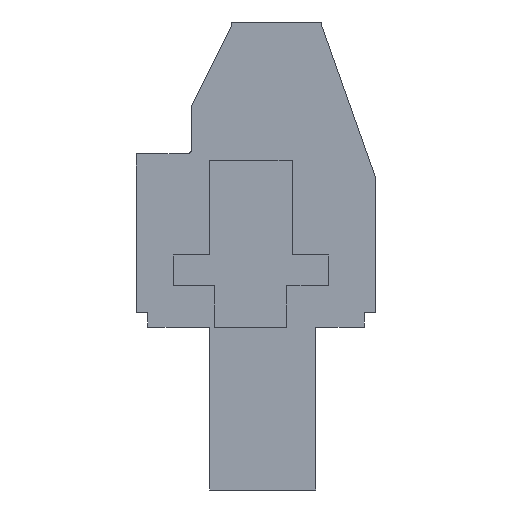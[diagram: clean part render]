
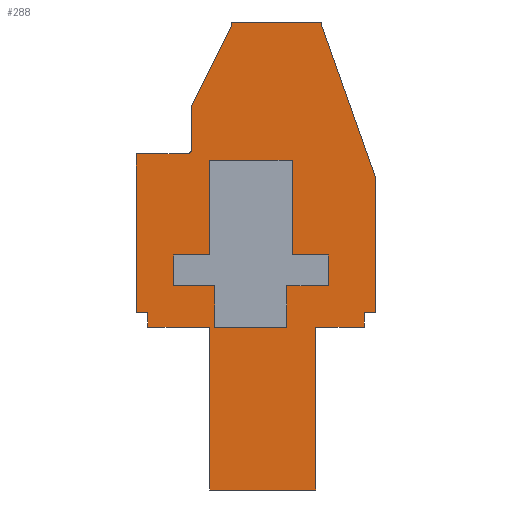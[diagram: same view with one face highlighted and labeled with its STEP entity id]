
A CAD part, left-side view. The second image highlights one B-rep face of the part: STEP entity #288.
In plain terms, the highlighted planar face has unit normal (-1, 0, 0).
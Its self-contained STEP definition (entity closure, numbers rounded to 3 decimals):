
#34=AXIS2_PLACEMENT_3D('Plane Axis2P3D',#31,#32,#33) ;
#38=AXIS2_PLACEMENT_3D('Circle Axis2P3D',#36,#37,$) ;
#31=CARTESIAN_POINT('Axis2P3D Location',(3.5,0.,0.)) ;
#36=CARTESIAN_POINT('Axis2P3D Location',(3.5,9.13,16.5)) ;
#40=CARTESIAN_POINT('Vertex',(3.5,8.93,16.5)) ;
#42=CARTESIAN_POINT('Vertex',(3.5,9.13,16.3)) ;
#45=CARTESIAN_POINT('Line Origine',(3.5,10.365,16.3)) ;
#49=CARTESIAN_POINT('Vertex',(3.5,11.6,16.3)) ;
#52=CARTESIAN_POINT('Line Origine',(3.5,11.6,12.45)) ;
#56=CARTESIAN_POINT('Vertex',(3.5,11.6,8.6)) ;
#59=CARTESIAN_POINT('Line Origine',(3.5,11.325,8.6)) ;
#63=CARTESIAN_POINT('Vertex',(3.5,11.05,8.6)) ;
#66=CARTESIAN_POINT('Line Origine',(3.5,11.05,8.25)) ;
#70=CARTESIAN_POINT('Vertex',(3.5,11.05,7.9)) ;
#73=CARTESIAN_POINT('Line Origine',(3.5,9.55,7.9)) ;
#77=CARTESIAN_POINT('Vertex',(3.5,8.05,7.9)) ;
#80=CARTESIAN_POINT('Line Origine',(3.5,8.05,3.95)) ;
#84=CARTESIAN_POINT('Vertex',(3.5,8.05,0.)) ;
#87=CARTESIAN_POINT('Line Origine',(3.5,5.475,0.)) ;
#91=CARTESIAN_POINT('Vertex',(3.5,2.9,0.)) ;
#94=CARTESIAN_POINT('Line Origine',(3.5,2.9,3.95)) ;
#98=CARTESIAN_POINT('Vertex',(3.5,2.9,7.9)) ;
#101=CARTESIAN_POINT('Line Origine',(3.5,1.725,7.9)) ;
#105=CARTESIAN_POINT('Vertex',(3.5,0.55,7.9)) ;
#108=CARTESIAN_POINT('Line Origine',(3.5,0.55,8.25)) ;
#112=CARTESIAN_POINT('Vertex',(3.5,0.55,8.6)) ;
#115=CARTESIAN_POINT('Line Origine',(3.5,0.275,8.6)) ;
#119=CARTESIAN_POINT('Vertex',(3.5,0.,8.6)) ;
#122=CARTESIAN_POINT('Line Origine',(3.5,0.,11.875)) ;
#126=CARTESIAN_POINT('Vertex',(3.5,0.,15.15)) ;
#129=CARTESIAN_POINT('Line Origine',(3.5,1.3,18.825)) ;
#133=CARTESIAN_POINT('Vertex',(3.5,2.6,22.5)) ;
#136=CARTESIAN_POINT('Line Origine',(3.5,2.6,22.6)) ;
#140=CARTESIAN_POINT('Vertex',(3.5,2.6,22.7)) ;
#143=CARTESIAN_POINT('Line Origine',(3.5,4.8,22.7)) ;
#147=CARTESIAN_POINT('Vertex',(3.5,7.,22.7)) ;
#150=CARTESIAN_POINT('Line Origine',(3.5,7.,22.6)) ;
#154=CARTESIAN_POINT('Vertex',(3.5,7.,22.5)) ;
#157=CARTESIAN_POINT('Line Origine',(3.5,7.965,20.55)) ;
#161=CARTESIAN_POINT('Vertex',(3.5,8.93,18.6)) ;
#164=CARTESIAN_POINT('Line Origine',(3.5,8.93,17.55)) ;
#190=CARTESIAN_POINT('Line Origine',(3.5,7.8,8.9)) ;
#194=CARTESIAN_POINT('Vertex',(3.5,7.8,9.9)) ;
#196=CARTESIAN_POINT('Vertex',(3.5,7.8,7.9)) ;
#199=CARTESIAN_POINT('Line Origine',(3.5,8.8,9.9)) ;
#203=CARTESIAN_POINT('Vertex',(3.5,9.8,9.9)) ;
#206=CARTESIAN_POINT('Line Origine',(3.5,9.8,10.65)) ;
#210=CARTESIAN_POINT('Vertex',(3.5,9.8,11.4)) ;
#213=CARTESIAN_POINT('Line Origine',(3.5,8.925,11.4)) ;
#217=CARTESIAN_POINT('Vertex',(3.5,8.05,11.4)) ;
#220=CARTESIAN_POINT('Line Origine',(3.5,8.05,13.7)) ;
#224=CARTESIAN_POINT('Vertex',(3.5,8.05,16.)) ;
#227=CARTESIAN_POINT('Line Origine',(3.5,6.05,16.)) ;
#231=CARTESIAN_POINT('Vertex',(3.5,4.05,16.)) ;
#234=CARTESIAN_POINT('Line Origine',(3.5,4.05,13.7)) ;
#238=CARTESIAN_POINT('Vertex',(3.5,4.05,11.4)) ;
#241=CARTESIAN_POINT('Line Origine',(3.5,3.175,11.4)) ;
#245=CARTESIAN_POINT('Vertex',(3.5,2.3,11.4)) ;
#248=CARTESIAN_POINT('Line Origine',(3.5,2.3,10.65)) ;
#252=CARTESIAN_POINT('Vertex',(3.5,2.3,9.9)) ;
#255=CARTESIAN_POINT('Line Origine',(3.5,3.3,9.9)) ;
#259=CARTESIAN_POINT('Vertex',(3.5,4.3,9.9)) ;
#262=CARTESIAN_POINT('Line Origine',(3.5,4.3,8.9)) ;
#266=CARTESIAN_POINT('Vertex',(3.5,4.3,7.9)) ;
#269=CARTESIAN_POINT('Line Origine',(3.5,6.05,7.9)) ;
#32=DIRECTION('Axis2P3D Direction',(-1.,0.,0.)) ;
#33=DIRECTION('Axis2P3D XDirection',(0.,0.,1.)) ;
#37=DIRECTION('Axis2P3D Direction',(-1.,0.,0.)) ;
#46=DIRECTION('Vector Direction',(0.,1.,0.)) ;
#53=DIRECTION('Vector Direction',(0.,0.,-1.)) ;
#60=DIRECTION('Vector Direction',(0.,-1.,0.)) ;
#67=DIRECTION('Vector Direction',(0.,0.,-1.)) ;
#74=DIRECTION('Vector Direction',(0.,-1.,0.)) ;
#81=DIRECTION('Vector Direction',(0.,0.,-1.)) ;
#88=DIRECTION('Vector Direction',(0.,-1.,0.)) ;
#95=DIRECTION('Vector Direction',(0.,0.,1.)) ;
#102=DIRECTION('Vector Direction',(0.,-1.,0.)) ;
#109=DIRECTION('Vector Direction',(0.,0.,1.)) ;
#116=DIRECTION('Vector Direction',(0.,-1.,0.)) ;
#123=DIRECTION('Vector Direction',(0.,0.,1.)) ;
#130=DIRECTION('Vector Direction',(0.,0.333,0.943)) ;
#137=DIRECTION('Vector Direction',(0.,0.,1.)) ;
#144=DIRECTION('Vector Direction',(0.,1.,0.)) ;
#151=DIRECTION('Vector Direction',(0.,0.,-1.)) ;
#158=DIRECTION('Vector Direction',(0.,0.444,-0.896)) ;
#165=DIRECTION('Vector Direction',(0.,0.,-1.)) ;
#191=DIRECTION('Vector Direction',(0.,0.,1.)) ;
#200=DIRECTION('Vector Direction',(0.,1.,0.)) ;
#207=DIRECTION('Vector Direction',(0.,0.,1.)) ;
#214=DIRECTION('Vector Direction',(0.,-1.,0.)) ;
#221=DIRECTION('Vector Direction',(0.,0.,1.)) ;
#228=DIRECTION('Vector Direction',(0.,-1.,0.)) ;
#235=DIRECTION('Vector Direction',(0.,0.,-1.)) ;
#242=DIRECTION('Vector Direction',(0.,-1.,0.)) ;
#249=DIRECTION('Vector Direction',(0.,0.,-1.)) ;
#256=DIRECTION('Vector Direction',(0.,1.,0.)) ;
#263=DIRECTION('Vector Direction',(0.,0.,-1.)) ;
#270=DIRECTION('Vector Direction',(0.,1.,0.)) ;
#47=VECTOR('Line Direction',#46,1.) ;
#54=VECTOR('Line Direction',#53,1.) ;
#61=VECTOR('Line Direction',#60,1.) ;
#68=VECTOR('Line Direction',#67,1.) ;
#75=VECTOR('Line Direction',#74,1.) ;
#82=VECTOR('Line Direction',#81,1.) ;
#89=VECTOR('Line Direction',#88,1.) ;
#96=VECTOR('Line Direction',#95,1.) ;
#103=VECTOR('Line Direction',#102,1.) ;
#110=VECTOR('Line Direction',#109,1.) ;
#117=VECTOR('Line Direction',#116,1.) ;
#124=VECTOR('Line Direction',#123,1.) ;
#131=VECTOR('Line Direction',#130,1.) ;
#138=VECTOR('Line Direction',#137,1.) ;
#145=VECTOR('Line Direction',#144,1.) ;
#152=VECTOR('Line Direction',#151,1.) ;
#159=VECTOR('Line Direction',#158,1.) ;
#166=VECTOR('Line Direction',#165,1.) ;
#192=VECTOR('Line Direction',#191,1.) ;
#201=VECTOR('Line Direction',#200,1.) ;
#208=VECTOR('Line Direction',#207,1.) ;
#215=VECTOR('Line Direction',#214,1.) ;
#222=VECTOR('Line Direction',#221,1.) ;
#229=VECTOR('Line Direction',#228,1.) ;
#236=VECTOR('Line Direction',#235,1.) ;
#243=VECTOR('Line Direction',#242,1.) ;
#250=VECTOR('Line Direction',#249,1.) ;
#257=VECTOR('Line Direction',#256,1.) ;
#264=VECTOR('Line Direction',#263,1.) ;
#271=VECTOR('Line Direction',#270,1.) ;
#170=ORIENTED_EDGE('',*,*,#44,.T.) ;
#171=ORIENTED_EDGE('',*,*,#51,.F.) ;
#172=ORIENTED_EDGE('',*,*,#58,.T.) ;
#173=ORIENTED_EDGE('',*,*,#65,.F.) ;
#174=ORIENTED_EDGE('',*,*,#72,.F.) ;
#175=ORIENTED_EDGE('',*,*,#79,.F.) ;
#176=ORIENTED_EDGE('',*,*,#86,.F.) ;
#177=ORIENTED_EDGE('',*,*,#93,.T.) ;
#178=ORIENTED_EDGE('',*,*,#100,.F.) ;
#179=ORIENTED_EDGE('',*,*,#107,.F.) ;
#180=ORIENTED_EDGE('',*,*,#114,.F.) ;
#181=ORIENTED_EDGE('',*,*,#121,.F.) ;
#182=ORIENTED_EDGE('',*,*,#128,.T.) ;
#183=ORIENTED_EDGE('',*,*,#135,.F.) ;
#184=ORIENTED_EDGE('',*,*,#142,.F.) ;
#185=ORIENTED_EDGE('',*,*,#149,.T.) ;
#186=ORIENTED_EDGE('',*,*,#156,.F.) ;
#187=ORIENTED_EDGE('',*,*,#163,.F.) ;
#188=ORIENTED_EDGE('',*,*,#168,.F.) ;
#275=ORIENTED_EDGE('',*,*,#198,.F.) ;
#276=ORIENTED_EDGE('',*,*,#205,.F.) ;
#277=ORIENTED_EDGE('',*,*,#212,.F.) ;
#278=ORIENTED_EDGE('',*,*,#219,.F.) ;
#279=ORIENTED_EDGE('',*,*,#226,.F.) ;
#280=ORIENTED_EDGE('',*,*,#233,.F.) ;
#281=ORIENTED_EDGE('',*,*,#240,.F.) ;
#282=ORIENTED_EDGE('',*,*,#247,.F.) ;
#283=ORIENTED_EDGE('',*,*,#254,.F.) ;
#284=ORIENTED_EDGE('',*,*,#261,.F.) ;
#285=ORIENTED_EDGE('',*,*,#268,.F.) ;
#286=ORIENTED_EDGE('',*,*,#273,.F.) ;
#287=FACE_BOUND('',#274,.T.) ;
#288=ADVANCED_FACE('HOUSING',(#189,#287),#35,.T.) ;
#39=CIRCLE('generated circle',#38,0.2) ;
#44=EDGE_CURVE('',#41,#43,#39,.F.) ;
#51=EDGE_CURVE('',#50,#43,#48,.F.) ;
#58=EDGE_CURVE('',#50,#57,#55,.T.) ;
#65=EDGE_CURVE('',#64,#57,#62,.F.) ;
#72=EDGE_CURVE('',#71,#64,#69,.F.) ;
#79=EDGE_CURVE('',#78,#71,#76,.F.) ;
#86=EDGE_CURVE('',#85,#78,#83,.F.) ;
#93=EDGE_CURVE('',#85,#92,#90,.T.) ;
#100=EDGE_CURVE('',#99,#92,#97,.F.) ;
#107=EDGE_CURVE('',#106,#99,#104,.F.) ;
#114=EDGE_CURVE('',#113,#106,#111,.F.) ;
#121=EDGE_CURVE('',#120,#113,#118,.F.) ;
#128=EDGE_CURVE('',#120,#127,#125,.T.) ;
#135=EDGE_CURVE('',#134,#127,#132,.F.) ;
#142=EDGE_CURVE('',#141,#134,#139,.F.) ;
#149=EDGE_CURVE('',#141,#148,#146,.T.) ;
#156=EDGE_CURVE('',#155,#148,#153,.F.) ;
#163=EDGE_CURVE('',#162,#155,#160,.F.) ;
#168=EDGE_CURVE('',#41,#162,#167,.F.) ;
#198=EDGE_CURVE('',#195,#197,#193,.F.) ;
#205=EDGE_CURVE('',#204,#195,#202,.F.) ;
#212=EDGE_CURVE('',#211,#204,#209,.F.) ;
#219=EDGE_CURVE('',#218,#211,#216,.F.) ;
#226=EDGE_CURVE('',#225,#218,#223,.F.) ;
#233=EDGE_CURVE('',#232,#225,#230,.F.) ;
#240=EDGE_CURVE('',#239,#232,#237,.F.) ;
#247=EDGE_CURVE('',#246,#239,#244,.F.) ;
#254=EDGE_CURVE('',#253,#246,#251,.F.) ;
#261=EDGE_CURVE('',#260,#253,#258,.F.) ;
#268=EDGE_CURVE('',#267,#260,#265,.F.) ;
#273=EDGE_CURVE('',#197,#267,#272,.F.) ;
#169=EDGE_LOOP('',(#170,#171,#172,#173,#174,#175,#176,#177,#178,#179,#180,#181,#182,#183,#184,#185,#186,#187,#188)) ;
#274=EDGE_LOOP('',(#275,#276,#277,#278,#279,#280,#281,#282,#283,#284,#285,#286)) ;
#189=FACE_OUTER_BOUND('',#169,.T.) ;
#48=LINE('Line',#45,#47) ;
#55=LINE('Line',#52,#54) ;
#62=LINE('Line',#59,#61) ;
#69=LINE('Line',#66,#68) ;
#76=LINE('Line',#73,#75) ;
#83=LINE('Line',#80,#82) ;
#90=LINE('Line',#87,#89) ;
#97=LINE('Line',#94,#96) ;
#104=LINE('Line',#101,#103) ;
#111=LINE('Line',#108,#110) ;
#118=LINE('Line',#115,#117) ;
#125=LINE('Line',#122,#124) ;
#132=LINE('Line',#129,#131) ;
#139=LINE('Line',#136,#138) ;
#146=LINE('Line',#143,#145) ;
#153=LINE('Line',#150,#152) ;
#160=LINE('Line',#157,#159) ;
#167=LINE('Line',#164,#166) ;
#193=LINE('Line',#190,#192) ;
#202=LINE('Line',#199,#201) ;
#209=LINE('Line',#206,#208) ;
#216=LINE('Line',#213,#215) ;
#223=LINE('Line',#220,#222) ;
#230=LINE('Line',#227,#229) ;
#237=LINE('Line',#234,#236) ;
#244=LINE('Line',#241,#243) ;
#251=LINE('Line',#248,#250) ;
#258=LINE('Line',#255,#257) ;
#265=LINE('Line',#262,#264) ;
#272=LINE('Line',#269,#271) ;
#35=PLANE('',#34) ;
#41=VERTEX_POINT('',#40) ;
#43=VERTEX_POINT('',#42) ;
#50=VERTEX_POINT('',#49) ;
#57=VERTEX_POINT('',#56) ;
#64=VERTEX_POINT('',#63) ;
#71=VERTEX_POINT('',#70) ;
#78=VERTEX_POINT('',#77) ;
#85=VERTEX_POINT('',#84) ;
#92=VERTEX_POINT('',#91) ;
#99=VERTEX_POINT('',#98) ;
#106=VERTEX_POINT('',#105) ;
#113=VERTEX_POINT('',#112) ;
#120=VERTEX_POINT('',#119) ;
#127=VERTEX_POINT('',#126) ;
#134=VERTEX_POINT('',#133) ;
#141=VERTEX_POINT('',#140) ;
#148=VERTEX_POINT('',#147) ;
#155=VERTEX_POINT('',#154) ;
#162=VERTEX_POINT('',#161) ;
#195=VERTEX_POINT('',#194) ;
#197=VERTEX_POINT('',#196) ;
#204=VERTEX_POINT('',#203) ;
#211=VERTEX_POINT('',#210) ;
#218=VERTEX_POINT('',#217) ;
#225=VERTEX_POINT('',#224) ;
#232=VERTEX_POINT('',#231) ;
#239=VERTEX_POINT('',#238) ;
#246=VERTEX_POINT('',#245) ;
#253=VERTEX_POINT('',#252) ;
#260=VERTEX_POINT('',#259) ;
#267=VERTEX_POINT('',#266) ;
